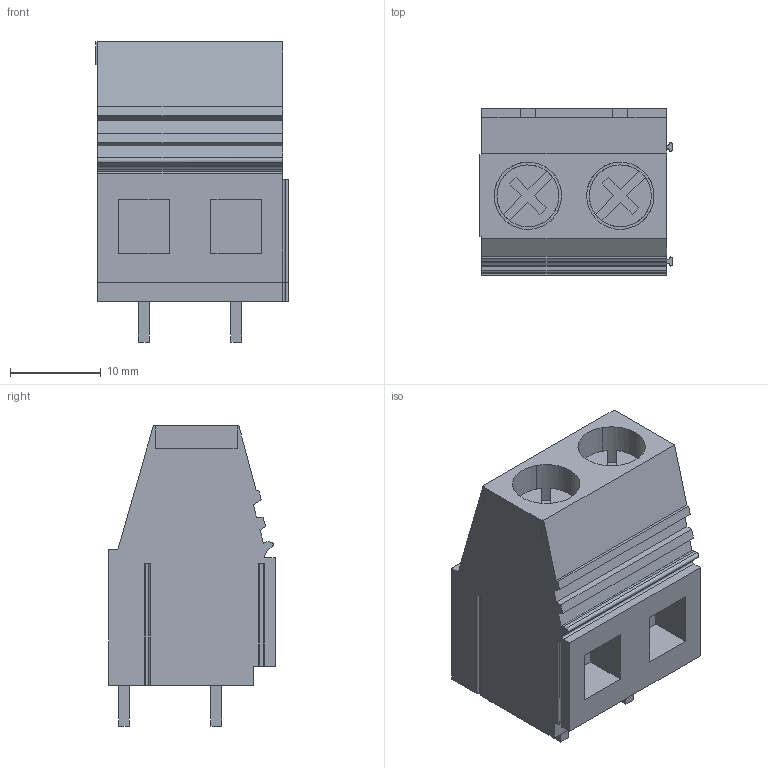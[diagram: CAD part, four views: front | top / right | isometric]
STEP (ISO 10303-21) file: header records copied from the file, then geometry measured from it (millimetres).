
FILE_DESCRIPTION(('CATIA V5 STEP Exchange','CAx-IF Rec.Pracs.--- Model Styling and Organization---1.2---2011-12-15'),'2;1');
FILE_NAME ('D1446475_0_1010950000_1010950000.stp','2018-03-05T15:36:54+00:00',('none'),('Weidmueller'),'CATIA Version 5-6 Release 2014','CATIA V5 STEP AP214','none');
FILE_SCHEMA(('AUTOMOTIVE_DESIGN { 1 0 10303 214 1 1 1 1 }'));
Length unit declared in the file: millimetre
Products named in the file (1): 1010950000
Bounding box: 21.13 x 18.3 x 33 mm (x, y, z)
Volume: 7755 mm3; surface area: 4365.7 mm2
Topology: 7 solids, 7 shells, 183 faces, 477 edges, 314 vertices
Faces by surface type: plane 143, cylinder 40
Entity records: 5664 total; most frequent: CARTESIAN_POINT 1149, ORIENTED_EDGE 954, DIRECTION 789, EDGE_CURVE 477, VECTOR 389, LINE 389, VERTEX_POINT 314, AXIS2_PLACEMENT_3D 239
